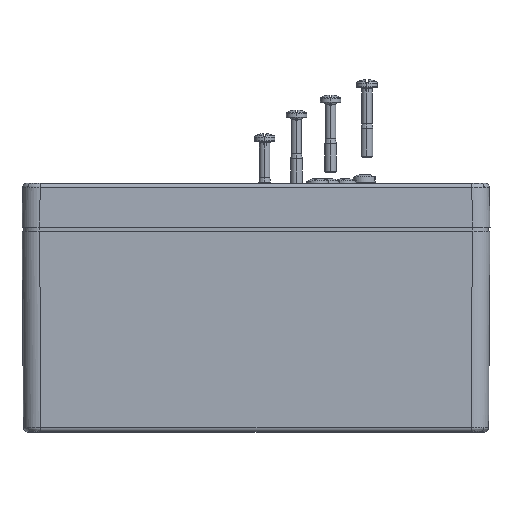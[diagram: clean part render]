
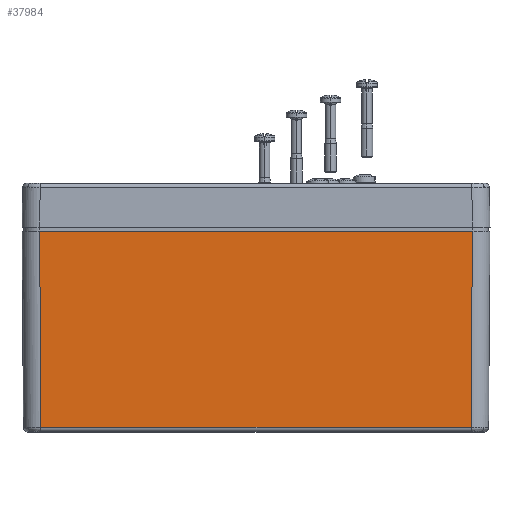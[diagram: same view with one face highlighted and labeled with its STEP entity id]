
A CAD part, top view. The second image highlights one B-rep face of the part: STEP entity #37984.
In plain terms, the highlighted planar face has unit normal (0, -0.007, 1).
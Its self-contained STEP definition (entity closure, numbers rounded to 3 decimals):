
#6166 = VERTEX_POINT ( 'NONE', #8830 ) ;
#6245 = VERTEX_POINT ( 'NONE', #9043 ) ;
#6454 = EDGE_CURVE ( 'NONE', #6166, #6245, #9760, .T. ) ;
#8830 = CARTESIAN_POINT ( 'NONE',  ( 73.979, -3., 39.979 ) ) ;
#9043 = CARTESIAN_POINT ( 'NONE',  ( -73.979, -3., 39.979 ) ) ;
#9756 = DIRECTION ( 'NONE',  ( -1., 0., 0. ) ) ;
#9758 = VECTOR ( 'NONE', #9756, 1000. ) ;
#9759 = CARTESIAN_POINT ( 'NONE',  ( -80., -3., 39.979 ) ) ;
#9760 = LINE ( 'NONE', #9759, #9758 ) ;
#12039 = CARTESIAN_POINT ( 'NONE',  ( -73.511, -70.01, 39.511 ) ) ;
#13941 = CARTESIAN_POINT ( 'NONE',  ( 73.511, -70.01, 39.511 ) ) ;
#14806 = DIRECTION ( 'NONE',  ( 1., 0., 0. ) ) ;
#14807 = VECTOR ( 'NONE', #14806, 1000. ) ;
#14808 = CARTESIAN_POINT ( 'NONE',  ( -80., -70.01, 39.511 ) ) ;
#14812 = LINE ( 'NONE', #14808, #14807 ) ;
#15578 = VERTEX_POINT ( 'NONE', #12039 ) ;
#22006 = FACE_OUTER_BOUND ( 'NONE', #38506, .T. ) ;
#22074 = DIRECTION ( 'NONE',  ( 0., -1., -0.007 ) ) ;
#22075 = DIRECTION ( 'NONE',  ( 0., -0.007, 1. ) ) ;
#22076 = CARTESIAN_POINT ( 'NONE',  ( -80., 0., 40. ) ) ;
#22077 = AXIS2_PLACEMENT_3D ( 'NONE', #22076, #22075, #22074 ) ;
#22078 = PLANE ( 'NONE',  #22077 ) ;
#23131 = DIRECTION ( 'NONE',  ( 0.007, 1., 0.007 ) ) ;
#23132 = VECTOR ( 'NONE', #23131, 1000. ) ;
#23133 = CARTESIAN_POINT ( 'NONE',  ( 73.993, -1.075, 39.992 ) ) ;
#23134 = LINE ( 'NONE', #23133, #23132 ) ;
#23151 = DIRECTION ( 'NONE',  ( 0.007, -1., -0.007 ) ) ;
#23152 = VECTOR ( 'NONE', #23151, 1000. ) ;
#23153 = CARTESIAN_POINT ( 'NONE',  ( -74., 0.042, 40. ) ) ;
#23157 = LINE ( 'NONE', #23153, #23152 ) ;
#25307 = VERTEX_POINT ( 'NONE', #13941 ) ;
#30870 = EDGE_CURVE ( 'NONE', #15578, #25307, #14812, .T. ) ;
#37963 = ORIENTED_EDGE ( 'NONE', *, *, #30870, .T. ) ;
#37984 = ADVANCED_FACE ( 'NONE', ( #22006 ), #22078, .T. ) ;
#38498 = ORIENTED_EDGE ( 'NONE', *, *, #38503, .T. ) ;
#38503 = EDGE_CURVE ( 'NONE', #25307, #6166, #23134, .T. ) ;
#38506 = EDGE_LOOP ( 'NONE', ( #38498, #38512, #38514, #37963 ) ) ;
#38512 = ORIENTED_EDGE ( 'NONE', *, *, #6454, .T. ) ;
#38514 = ORIENTED_EDGE ( 'NONE', *, *, #38516, .T. ) ;
#38516 = EDGE_CURVE ( 'NONE', #6245, #15578, #23157, .T. ) ;
